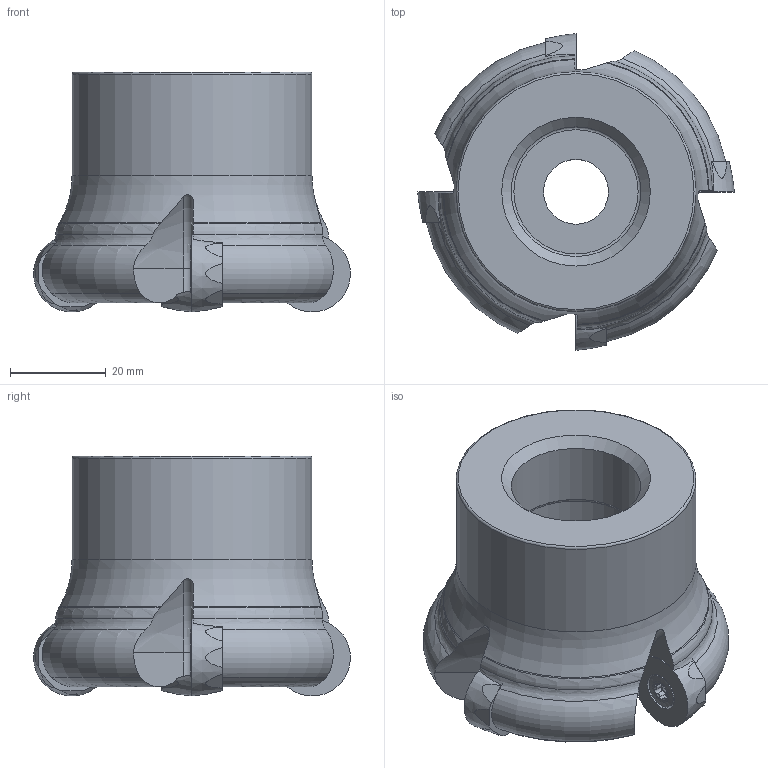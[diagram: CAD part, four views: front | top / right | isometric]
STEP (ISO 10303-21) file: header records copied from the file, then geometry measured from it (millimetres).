
FILE_DESCRIPTION(/* description */ (''),/* implementation_level */ '2;1');
FILE_NAME(/* name */ '1542870461142.stp',/* time_stamp */ '2018-11-22T12:37:53+05:00',/* author */ (''),/* organization */ ('SMS'),/* preprocessor_version */ 'ST-DEVELOPER v15',/* originating_system */ 'SIEMENS PLM Software NX 8.5',/* authorisation */ '');
FILE_SCHEMA (('AUTOMOTIVE_DESIGN { 1 0 10303 214 3 1 1 1 }'));
Length unit declared in the file: millimetre
Products named in the file (4): ASSEMBLY_CONSTRUCTION; 201856700mod000_00; 201891256mod000_00; 201892188mod000_00
Assembly tree (6 placements, depth 2):
  201892188mod000_00
    201891256mod000_00
    201856700mod000_00  x4
    ASSEMBLY_CONSTRUCTION
Bounding box: 65.98 x 65.98 x 50 mm (x, y, z)
Volume: 83303.4 mm3; surface area: 19848.1 mm2
Topology: 5 solids, 5 shells, 323 faces, 831 edges, 542 vertices
Faces by surface type: plane 140, cone 59, extrusion 48, torus 43, cylinder 29, bspline 4
Full cylindrical faces by diameter (mm): 4.5 x4, 5 x4, 5.5 x4, 7.15 x4, 13.5 x1, 20 x1, 27.011 x1, 27.5 x1, 50 x1
Entity records: 11239 total; most frequent: CARTESIAN_POINT 4523, DIRECTION 1328, ORIENTED_EDGE 1326, EDGE_CURVE 663, AXIS2_PLACEMENT_3D 554, VERTEX_POINT 447, EDGE_LOOP 342, ADVANCED_FACE 281
